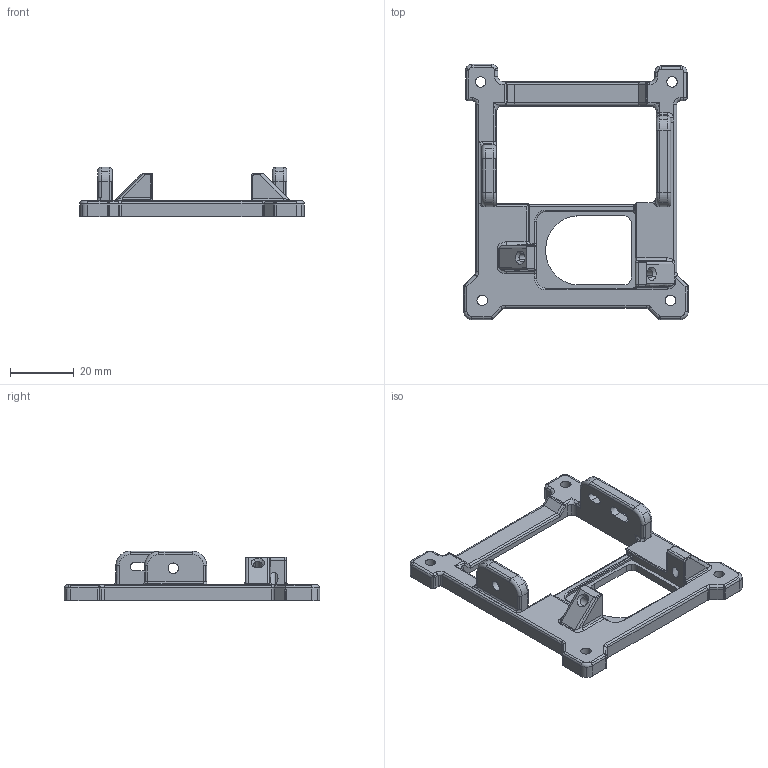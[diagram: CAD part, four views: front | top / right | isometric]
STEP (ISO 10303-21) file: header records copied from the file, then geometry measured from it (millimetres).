
FILE_DESCRIPTION(('STEP AP214'),'1');
FILE_NAME('PiCamera_holder_frame_pocket.stp','2024-01-30T08:35:37',(' '),(' '),'Spatial InterOp 3D',' ',' ');
FILE_SCHEMA(('AUTOMOTIVE_DESIGN { 1 0 10303 214 1 1 1 1 }'));
Length unit declared in the file: metre
Products named in the file (1): PiCamera_holder_frame_pocket
Bounding box: 70.34 x 80 x 15.5 mm (x, y, z)
Volume: 14526.5 mm3; surface area: 9519.6 mm2
Topology: 1 solids, 1 shells, 393 faces, 1054 edges, 645 vertices
Faces by surface type: cylinder 254, plane 66, torus 41, bspline 18, sphere 10, cone 4
Entity records: 21227 total; most frequent: CARTESIAN_POINT 11222, DIRECTION 2232, ORIENTED_EDGE 2074, EDGE_CURVE 1037, AXIS2_PLACEMENT_3D 895, VERTEX_POINT 645, CIRCLE 448, LINE 442
